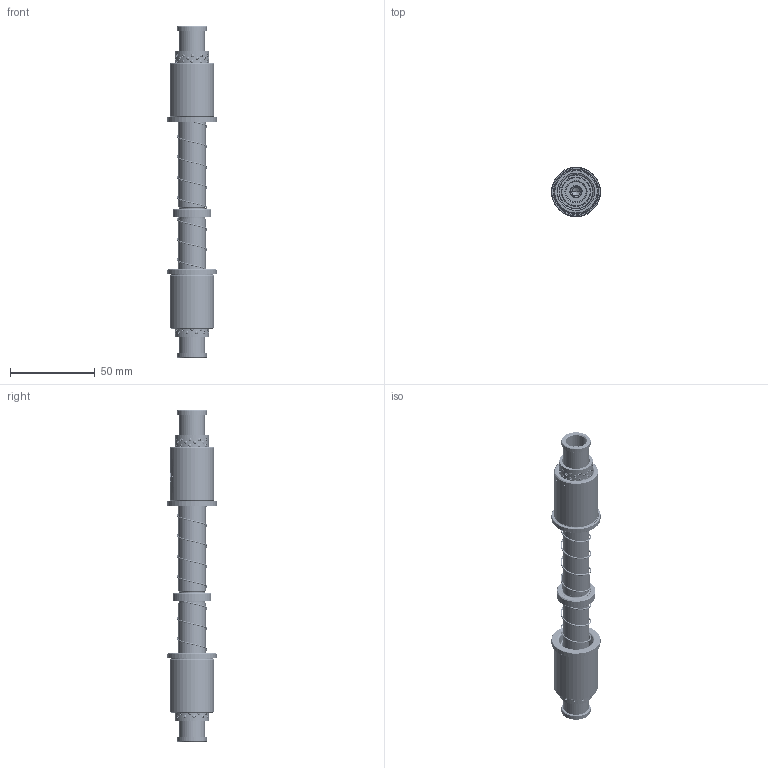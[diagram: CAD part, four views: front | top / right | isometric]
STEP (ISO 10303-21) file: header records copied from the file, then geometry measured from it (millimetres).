
FILE_DESCRIPTION (( 'STEP AP214' ), '1' );
FILE_NAME ('BJGPH BSGPH-D16-LA90-LB70-絳杶BL35.STEP', '2021-09-29T06:49:09', ( 'User' ), ( 'china' ), 'SwSTEP 2.0', 'SolidWorks 2016', '' );
FILE_SCHEMA (( 'AUTOMOTIVE_DESIGN' ));
Length unit declared in the file: millimetre
Products named in the file (10): BALL-D2; BSH BJH-D19.7-16.3-L30; GPWH-D16-90-70-10; BJGPH BSGPH-D16-LA90-LB70-絳杶BL35; GBBH--D26-d20-L35; GBBH-D26-d20-L35; HWP-B-D18.3-d16.5-L80; HWP-B-D18.3-d16.5-L60; GGTK-D17.3-d15 -15
Assembly tree (175 placements, depth 3):
  BJGPH BSGPH-D16-LA90-LB70-絳杶BL35
    GPWH-D16-90-70-10
    BSH BJH-D19.7-16.3-L30  x2
      BSH BJH-D19.7-16.3-L30
      BALL-D2
    GGTK-D17.3-d15 -15  x2
    HWP-B-D18.3-d16.5-L60
    HWP-B-D18.3-d16.5-L80
    GBBH-D26-d20-L35
    GBBH--D26-d20-L35
Bounding box: 28.96 x 28.96 x 196 mm (x, y, z)
Volume: 57020.3 mm3; surface area: 40876 mm2
Topology: 339 solids, 339 shells, 1530 faces, 6498 edges, 4302 vertices
Faces by surface type: sphere 1320, cylinder 68, cone 68, plane 42, torus 20, bspline 12
Entity records: 34398 total; most frequent: CARTESIAN_POINT 20041, ORIENTED_EDGE 2852, DIRECTION 2572, EDGE_CURVE 1426, AXIS2_PLACEMENT_3D 1213, VERTEX_POINT 928, EDGE_LOOP 848, B_SPLINE_CURVE_WITH_KNOTS 740
